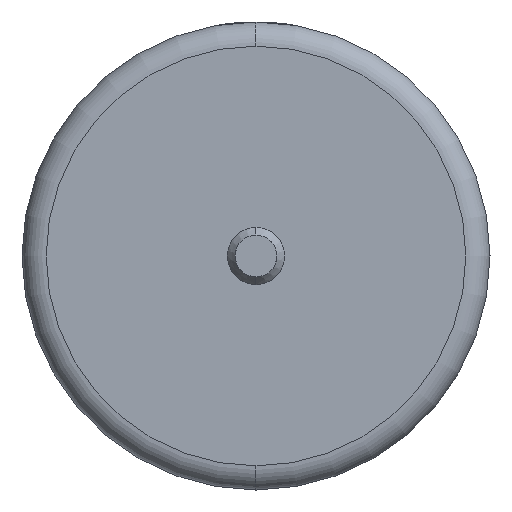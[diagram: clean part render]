
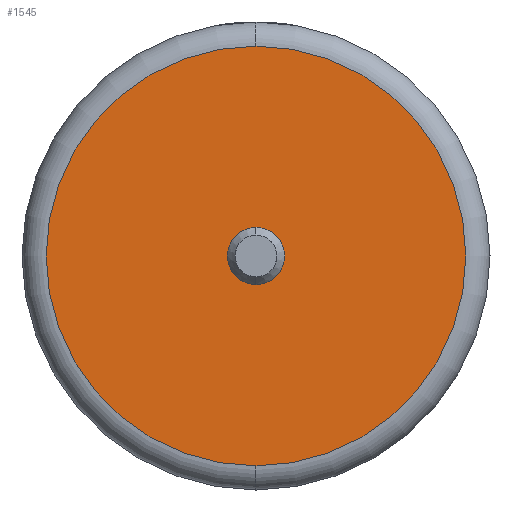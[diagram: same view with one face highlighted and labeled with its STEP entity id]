
A CAD part, left-side view. The second image highlights one B-rep face of the part: STEP entity #1545.
In plain terms, the highlighted planar face has unit normal (-1, 0, 0).
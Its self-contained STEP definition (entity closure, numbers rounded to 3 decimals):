
#35 = DIRECTION ( 'NONE',  ( 0., 0., 1. ) ) ;
#67 = ORIENTED_EDGE ( 'NONE', *, *, #2000, .F. ) ;
#77 = CARTESIAN_POINT ( 'NONE',  ( 0., 0., 0. ) ) ;
#302 = FACE_OUTER_BOUND ( 'NONE', #612, .T. ) ;
#306 = EDGE_CURVE ( 'NONE', #3294, #4040, #2754, .T. ) ;
#311 = ORIENTED_EDGE ( 'NONE', *, *, #306, .T. ) ;
#364 = CIRCLE ( 'NONE', #3328, 0.473 ) ;
#398 = DIRECTION ( 'NONE',  ( -1., 0., 0. ) ) ;
#612 = EDGE_LOOP ( 'NONE', ( #311, #4272 ) ) ;
#630 = DIRECTION ( 'NONE',  ( 0., 0., -1. ) ) ;
#890 = AXIS2_PLACEMENT_3D ( 'NONE', #963, #2675, #630 ) ;
#934 = DIRECTION ( 'NONE',  ( 0., 0., -1. ) ) ;
#963 = CARTESIAN_POINT ( 'NONE',  ( 0., 0., 0. ) ) ;
#1156 = CIRCLE ( 'NONE', #1585, 3.475 ) ;
#1269 = AXIS2_PLACEMENT_3D ( 'NONE', #3664, #3319, #934 ) ;
#1545 = ADVANCED_FACE ( 'NONE', ( #302, #2731 ), #3732, .F. ) ;
#1583 = DIRECTION ( 'NONE',  ( 0., 0., 1. ) ) ;
#1585 = AXIS2_PLACEMENT_3D ( 'NONE', #1647, #1626, #2677 ) ;
#1626 = DIRECTION ( 'NONE',  ( -1., 0., 0. ) ) ;
#1647 = CARTESIAN_POINT ( 'NONE',  ( 0., 0., 0. ) ) ;
#2000 = EDGE_CURVE ( 'NONE', #4113, #2465, #2440, .T. ) ;
#2185 = CARTESIAN_POINT ( 'NONE',  ( 0., 0., -0.473 ) ) ;
#2440 = CIRCLE ( 'NONE', #4024, 0.473 ) ;
#2465 = VERTEX_POINT ( 'NONE', #2185 ) ;
#2491 = CARTESIAN_POINT ( 'NONE',  ( 0., 0., 0.473 ) ) ;
#2635 = DIRECTION ( 'NONE',  ( -1., 0., 0. ) ) ;
#2675 = DIRECTION ( 'NONE',  ( 1., 0., 0. ) ) ;
#2677 = DIRECTION ( 'NONE',  ( 0., 0., -1. ) ) ;
#2731 = FACE_BOUND ( 'NONE', #3306, .T. ) ;
#2754 = CIRCLE ( 'NONE', #1269, 3.475 ) ;
#3294 = VERTEX_POINT ( 'NONE', #3619 ) ;
#3306 = EDGE_LOOP ( 'NONE', ( #4138, #67 ) ) ;
#3319 = DIRECTION ( 'NONE',  ( -1., 0., 0. ) ) ;
#3328 = AXIS2_PLACEMENT_3D ( 'NONE', #77, #398, #35 ) ;
#3619 = CARTESIAN_POINT ( 'NONE',  ( 0., 0., -3.475 ) ) ;
#3664 = CARTESIAN_POINT ( 'NONE',  ( 0., 0., 0. ) ) ;
#3666 = CARTESIAN_POINT ( 'NONE',  ( 0., 0., 0. ) ) ;
#3732 = PLANE ( 'NONE',  #890 ) ;
#3823 = CARTESIAN_POINT ( 'NONE',  ( 0., 0., 3.475 ) ) ;
#3863 = EDGE_CURVE ( 'NONE', #4040, #3294, #1156, .T. ) ;
#3928 = EDGE_CURVE ( 'NONE', #2465, #4113, #364, .T. ) ;
#4024 = AXIS2_PLACEMENT_3D ( 'NONE', #3666, #2635, #1583 ) ;
#4040 = VERTEX_POINT ( 'NONE', #3823 ) ;
#4113 = VERTEX_POINT ( 'NONE', #2491 ) ;
#4138 = ORIENTED_EDGE ( 'NONE', *, *, #3928, .F. ) ;
#4272 = ORIENTED_EDGE ( 'NONE', *, *, #3863, .T. ) ;
